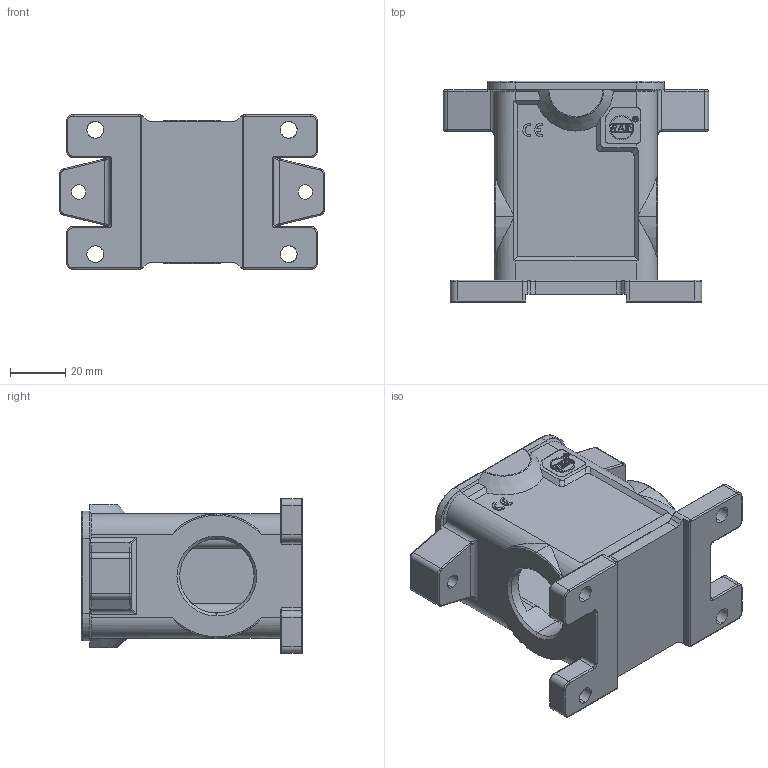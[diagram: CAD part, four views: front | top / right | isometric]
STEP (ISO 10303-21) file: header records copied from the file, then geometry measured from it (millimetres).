
FILE_DESCRIPTION(/* description */ (''),/* implementation_level */ '2;1');
FILE_NAME(/* name */ '3D_1150062205011_HP6B-SFH-2H-PG21_V1.0_stp.stp',/* time_stamp */ '2024-01-16T12:56:03+08:00',/* author */ (''),/* organization */ (''),/* preprocessor_version */ 'ST-DEVELOPER v18.1',/* originating_system */ 'SIEMENS PLM Software NX 1980',/* authorisation */ '');
FILE_SCHEMA (('AUTOMOTIVE_DESIGN { 1 0 10303 214 3 1 1 1 }'));
Length unit declared in the file: millimetre
Products named in the file (1): 3D_1150062205011_HP6B-SFH-2H-PG21_V1.0_stp
Bounding box: 96 x 80 x 56 mm (x, y, z)
Volume: 94100.4 mm3; surface area: 41153.6 mm2
Topology: 1 solids, 1 shells, 570 faces, 1454 edges, 922 vertices
Faces by surface type: plane 294, cylinder 191, torus 68, cone 9, extrusion 4, bspline 4
Entity records: 19481 total; most frequent: CARTESIAN_POINT 6135, ORIENTED_EDGE 2908, DIRECTION 2518, EDGE_CURVE 1454, VERTEX_POINT 922, VECTOR 886, LINE 882, AXIS2_PLACEMENT_3D 816
